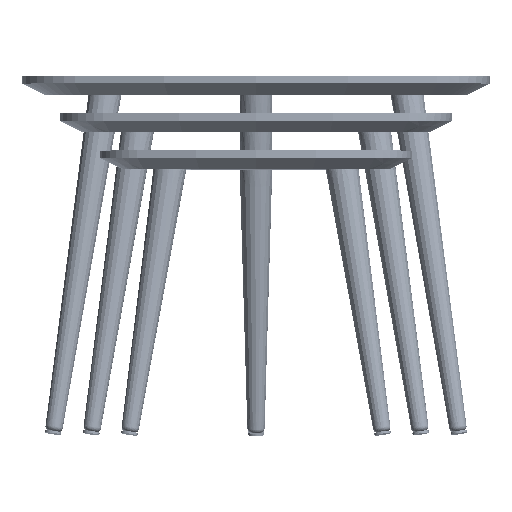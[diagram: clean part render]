
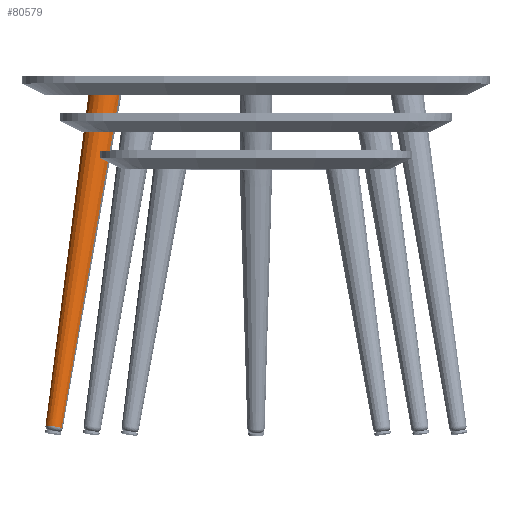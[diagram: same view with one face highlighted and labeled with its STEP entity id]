
A CAD part, top view. The second image highlights one B-rep face of the part: STEP entity #80579.
In plain terms, the highlighted conical face has half-angle 1.308 degrees and reference radius 11.5 mm.
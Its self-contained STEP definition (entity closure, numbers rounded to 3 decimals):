
#7219 = DIRECTION ( 'NONE',  ( 0.15, 0.985, -0.087 ) ) ;
#12049 = VECTOR ( 'NONE', #29900, 1000. ) ;
#13159 = DIRECTION ( 'NONE',  ( -0.873, 0.091, -0.479 ) ) ;
#28195 = CARTESIAN_POINT ( 'NONE',  ( -220.267, 460.913, 59.807 ) ) ;
#29900 = DIRECTION ( 'NONE',  ( 0.13, 0.987, -0.098 ) ) ;
#31580 = EDGE_LOOP ( 'NONE', ( #67670, #67565, #138446, #147877 ) ) ;
#34023 = CARTESIAN_POINT ( 'NONE',  ( -181.843, 456.902, 80.866 ) ) ;
#37785 = VERTEX_POINT ( 'NONE', #28195 ) ;
#38320 = CIRCLE ( 'NONE', #165554, 11.634 ) ;
#40711 = CIRCLE ( 'NONE', #63801, 22. ) ;
#54827 = CARTESIAN_POINT ( 'NONE',  ( -201.055, 458.907, 70.337 ) ) ;
#63295 = DIRECTION ( 'NONE',  ( 0.15, 0.985, -0.087 ) ) ;
#63801 = AXIS2_PLACEMENT_3D ( 'NONE', #54827, #136359, #13159 ) ;
#67565 = ORIENTED_EDGE ( 'NONE', *, *, #101157, .T. ) ;
#67670 = ORIENTED_EDGE ( 'NONE', *, *, #161144, .F. ) ;
#68499 = CONICAL_SURFACE ( 'NONE', #143772, 11.5, 0.023 ) ;
#75185 = VERTEX_POINT ( 'NONE', #92475 ) ;
#76933 = LINE ( 'NONE', #105018, #98449 ) ;
#77769 = CARTESIAN_POINT ( 'NONE',  ( -269.35, 11.67, 109.767 ) ) ;
#80579 = ADVANCED_FACE ( 'NONE', ( #145801 ), #68499, .T. ) ;
#86905 = LINE ( 'NONE', #96917, #12049 ) ;
#87869 = CARTESIAN_POINT ( 'NONE',  ( -270.231, 5.896, 110.276 ) ) ;
#88717 = DIRECTION ( 'NONE',  ( -0.873, 0.091, -0.479 ) ) ;
#91416 = DIRECTION ( 'NONE',  ( 0.17, 0.982, -0.076 ) ) ;
#92475 = CARTESIAN_POINT ( 'NONE',  ( -279.509, 12.73, 104.199 ) ) ;
#96917 = CARTESIAN_POINT ( 'NONE',  ( -280.274, 6.944, 104.772 ) ) ;
#98449 = VECTOR ( 'NONE', #91416, 1000. ) ;
#98836 = CARTESIAN_POINT ( 'NONE',  ( -259.19, 10.609, 115.335 ) ) ;
#101157 = EDGE_CURVE ( 'NONE', #75185, #134826, #38320, .T. ) ;
#105018 = CARTESIAN_POINT ( 'NONE',  ( -260.189, 4.847, 115.78 ) ) ;
#115926 = DIRECTION ( 'NONE',  ( 0.873, -0.091, 0.479 ) ) ;
#134826 = VERTEX_POINT ( 'NONE', #98836 ) ;
#136359 = DIRECTION ( 'NONE',  ( -0.15, -0.985, 0.087 ) ) ;
#138446 = ORIENTED_EDGE ( 'NONE', *, *, #144653, .T. ) ;
#143772 = AXIS2_PLACEMENT_3D ( 'NONE', #87869, #7219, #115926 ) ;
#144653 = EDGE_CURVE ( 'NONE', #134826, #157179, #76933, .T. ) ;
#145801 = FACE_OUTER_BOUND ( 'NONE', #31580, .T. ) ;
#147877 = ORIENTED_EDGE ( 'NONE', *, *, #173690, .T. ) ;
#157179 = VERTEX_POINT ( 'NONE', #34023 ) ;
#161144 = EDGE_CURVE ( 'NONE', #75185, #37785, #86905, .T. ) ;
#165554 = AXIS2_PLACEMENT_3D ( 'NONE', #77769, #63295, #88717 ) ;
#173690 = EDGE_CURVE ( 'NONE', #157179, #37785, #40711, .T. ) ;
